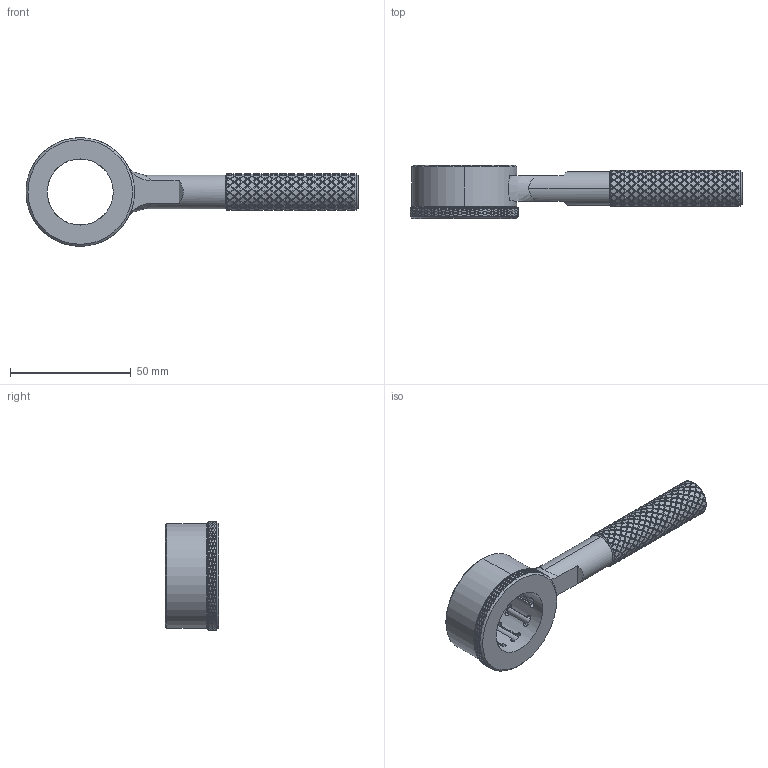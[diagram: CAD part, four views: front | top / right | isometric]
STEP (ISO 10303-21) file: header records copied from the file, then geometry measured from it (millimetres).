
FILE_DESCRIPTION (( 'STEP AP203' ), '1' );
FILE_NAME ('101-S182.0270.STEP', '2019-04-16T07:07:45', ( 'Acer' ), ( '' ), 'SwSTEP 2.0', 'SolidWorks 2018', '' );
FILE_SCHEMA (( 'CONFIG_CONTROL_DESIGN' ));
Length unit declared in the file: millimetre
Products named in the file (1): 101-S182.0270
Bounding box: 137.75 x 22 x 45 mm (x, y, z)
Surface area: 15461.1 mm2 (no closed solid volume)
Topology: 0 solids, 14 shells, 3859 faces, 8446 edges, 4529 vertices
Faces by surface type: bspline 2901, cylinder 885, plane 57, cone 12, torus 4
Entity records: 308882 total; most frequent: CARTESIAN_POINT 259290, ORIENTED_EDGE 16386, EDGE_CURVE 8446, VERTEX_POINT 4529, EDGE_LOOP 3879, FACE_OUTER_BOUND 3859, ADVANCED_FACE 3859, DIRECTION 3113
